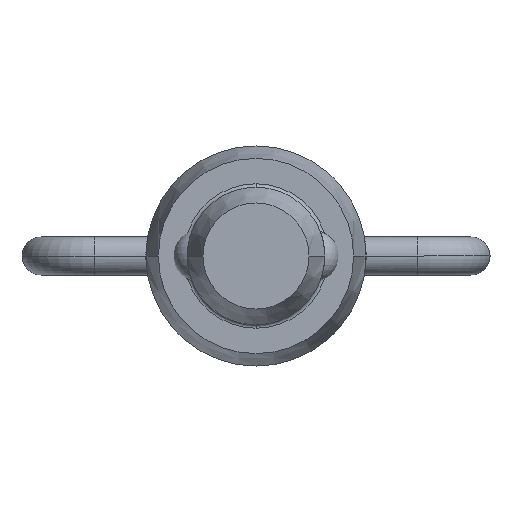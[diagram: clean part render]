
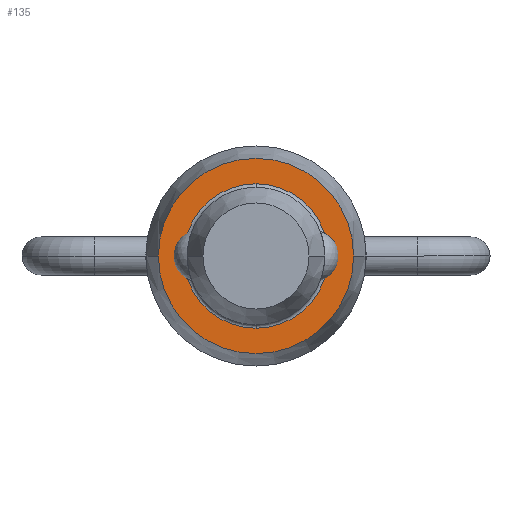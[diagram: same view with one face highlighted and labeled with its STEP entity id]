
A CAD part, front view. The second image highlights one B-rep face of the part: STEP entity #135.
In plain terms, the highlighted planar face has unit normal (0, -1, 0).
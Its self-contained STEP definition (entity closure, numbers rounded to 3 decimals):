
#135=ADVANCED_FACE('',(#270,#271),#272,.T.);
#270=FACE_OUTER_BOUND('',#403,.T.);
#271=FACE_BOUND('',#404,.T.);
#272=PLANE('',#405);
#403=EDGE_LOOP('',(#739,#740));
#404=EDGE_LOOP('',(#741,#742,#743));
#405=AXIS2_PLACEMENT_3D('',#744,#745,#746);
#739=ORIENTED_EDGE('',*,*,#908,.T.);
#740=ORIENTED_EDGE('',*,*,#854,.T.);
#741=ORIENTED_EDGE('',*,*,#922,.T.);
#742=ORIENTED_EDGE('',*,*,#832,.T.);
#743=ORIENTED_EDGE('',*,*,#923,.T.);
#744=CARTESIAN_POINT('',(-5.259,0.0,0.0));
#745=DIRECTION('',(0.,-1.0,0.0));
#746=DIRECTION('',(1.0,0.,0.0));
#832=EDGE_CURVE('',#1003,#1007,#1009,.T.);
#854=EDGE_CURVE('',#1045,#1042,#1046,.T.);
#908=EDGE_CURVE('',#1042,#1045,#1112,.T.);
#922=EDGE_CURVE('',#1126,#1003,#1127,.T.);
#923=EDGE_CURVE('',#1007,#1126,#1128,.T.);
#1003=VERTEX_POINT('',#1265);
#1007=VERTEX_POINT('',#1269);
#1009=CIRCLE('',#1271,4.169);
#1042=VERTEX_POINT('',#1312);
#1045=VERTEX_POINT('',#1316);
#1046=CIRCLE('',#1317,5.632);
#1112=CIRCLE('',#1517,5.632);
#1126=VERTEX_POINT('',#1531);
#1127=CIRCLE('',#1532,4.169);
#1128=CIRCLE('',#1533,4.169);
#1265=CARTESIAN_POINT('',(0.,0.,4.169));
#1269=CARTESIAN_POINT('',(0.,0.,-4.169));
#1271=AXIS2_PLACEMENT_3D('',#1628,#1629,#1630);
#1312=CARTESIAN_POINT('',(-5.632,0.0,0.0));
#1316=CARTESIAN_POINT('',(5.632,0.,0.));
#1317=AXIS2_PLACEMENT_3D('',#1661,#1662,#1663);
#1517=AXIS2_PLACEMENT_3D('',#1719,#1720,#1721);
#1531=CARTESIAN_POINT('',(-4.169,0.0,0.0));
#1532=AXIS2_PLACEMENT_3D('',#1743,#1744,#1745);
#1533=AXIS2_PLACEMENT_3D('',#1746,#1747,#1748);
#1628=CARTESIAN_POINT('',(0.,0.0,0.0));
#1629=DIRECTION('',(0.,1.0,0.0));
#1630=DIRECTION('',(-1.0,0.,0.0));
#1661=CARTESIAN_POINT('',(0.,0.0,0.));
#1662=DIRECTION('',(0.,-1.0,0.0));
#1663=DIRECTION('',(-1.0,0.,0.0));
#1719=CARTESIAN_POINT('',(0.,0.0,0.));
#1720=DIRECTION('',(0.,-1.0,0.0));
#1721=DIRECTION('',(-1.0,0.,0.0));
#1743=CARTESIAN_POINT('',(0.,0.0,0.0));
#1744=DIRECTION('',(0.,1.0,0.0));
#1745=DIRECTION('',(-1.0,0.,0.0));
#1746=CARTESIAN_POINT('',(0.,0.0,0.0));
#1747=DIRECTION('',(0.,1.0,0.0));
#1748=DIRECTION('',(-1.0,0.,0.0));
